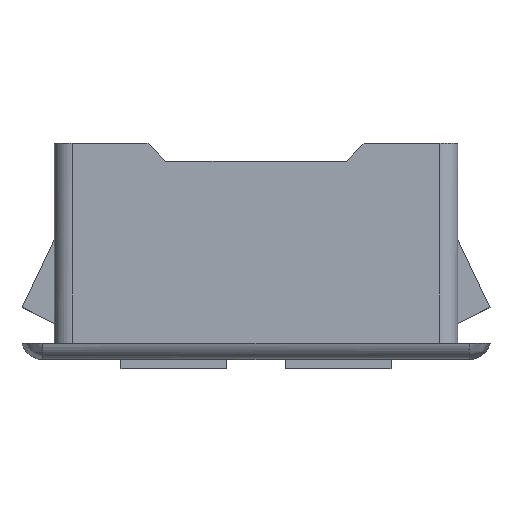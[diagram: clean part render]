
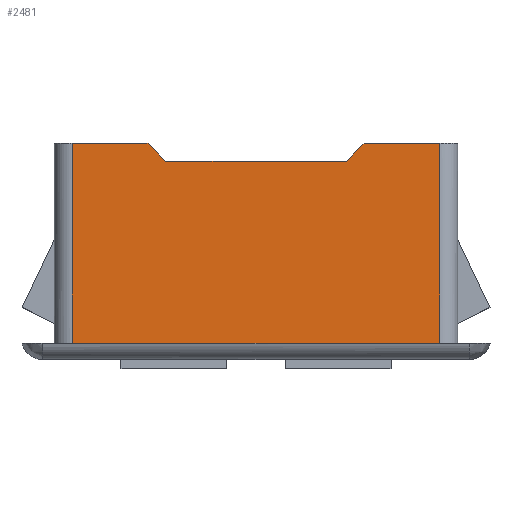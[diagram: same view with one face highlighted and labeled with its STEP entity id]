
A CAD part, top view. The second image highlights one B-rep face of the part: STEP entity #2481.
In plain terms, the highlighted free-form (B-spline) face has degree [1, 1] with [2, 2] control points.
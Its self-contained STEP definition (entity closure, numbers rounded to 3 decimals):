
#1417=CARTESIAN_POINT('',(-10.2,-11.1,4.1));
#1418=VERTEX_POINT('',#1417);
#1434=CARTESIAN_POINT('',(-10.2,0.0,4.1));
#1435=VERTEX_POINT('',#1434);
#1436=CARTESIAN_POINT('',(-10.2,0.0,4.1));
#1437=CARTESIAN_POINT('',(-10.2,-11.1,4.1));
#1438=QUASI_UNIFORM_CURVE('',1,(#1436,#1437),.UNSPECIFIED.,.F.,.U.);
#1439=EDGE_CURVE('',#1435,#1418,#1438,.T.);
#1478=CARTESIAN_POINT('',(10.2,0.0,4.1));
#1479=VERTEX_POINT('',#1478);
#1495=CARTESIAN_POINT('',(10.2,-11.1,4.1));
#1496=VERTEX_POINT('',#1495);
#1497=CARTESIAN_POINT('',(10.2,-11.1,4.1));
#1498=CARTESIAN_POINT('',(10.2,0.0,4.1));
#1499=QUASI_UNIFORM_CURVE('',1,(#1497,#1498),.UNSPECIFIED.,.F.,.U.);
#1500=EDGE_CURVE('',#1496,#1479,#1499,.T.);
#2434=CARTESIAN_POINT('',(-11.219,-11.654,4.1));
#2435=CARTESIAN_POINT('',(11.219,-11.654,4.1));
#2436=CARTESIAN_POINT('',(-11.219,0.554,4.1));
#2437=CARTESIAN_POINT('',(11.219,0.554,4.1));
#2438=B_SPLINE_SURFACE_WITH_KNOTS('',1,1,((#2434,#2436),(#2435,#2437)),.UNSPECIFIED.,.F.,.F.,.U.,(2,2),(2,2),(0.0,22.438),(0.0,12.209),.UNSPECIFIED.);
#2439=CARTESIAN_POINT('',(10.2,-11.1,4.1));
#2440=CARTESIAN_POINT('',(-10.2,-11.1,4.1));
#2441=QUASI_UNIFORM_CURVE('',1,(#2439,#2440),.UNSPECIFIED.,.F.,.U.);
#2442=EDGE_CURVE('',#1496,#1418,#2441,.T.);
#2443=ORIENTED_EDGE('',*,*,#2442,.F.);
#2444=ORIENTED_EDGE('',*,*,#1500,.T.);
#2445=CARTESIAN_POINT('',(6.0,0.0,4.1));
#2446=VERTEX_POINT('',#2445);
#2447=CARTESIAN_POINT('',(6.0,0.0,4.1));
#2448=CARTESIAN_POINT('',(10.2,0.0,4.1));
#2449=QUASI_UNIFORM_CURVE('',1,(#2447,#2448),.UNSPECIFIED.,.F.,.U.);
#2450=EDGE_CURVE('',#2446,#1479,#2449,.T.);
#2451=ORIENTED_EDGE('',*,*,#2450,.F.);
#2452=CARTESIAN_POINT('',(5.0,-1.0,4.1));
#2453=VERTEX_POINT('',#2452);
#2454=CARTESIAN_POINT('',(5.0,-1.0,4.1));
#2455=CARTESIAN_POINT('',(6.0,0.0,4.1));
#2456=QUASI_UNIFORM_CURVE('',1,(#2454,#2455),.UNSPECIFIED.,.F.,.U.);
#2457=EDGE_CURVE('',#2453,#2446,#2456,.T.);
#2458=ORIENTED_EDGE('',*,*,#2457,.F.);
#2459=CARTESIAN_POINT('',(-5.,-1.0,4.1));
#2460=VERTEX_POINT('',#2459);
#2461=CARTESIAN_POINT('',(-5.,-1.0,4.1));
#2462=CARTESIAN_POINT('',(5.0,-1.0,4.1));
#2463=QUASI_UNIFORM_CURVE('',1,(#2461,#2462),.UNSPECIFIED.,.F.,.U.);
#2464=EDGE_CURVE('',#2460,#2453,#2463,.T.);
#2465=ORIENTED_EDGE('',*,*,#2464,.F.);
#2466=CARTESIAN_POINT('',(-6.0,0.0,4.1));
#2467=VERTEX_POINT('',#2466);
#2468=CARTESIAN_POINT('',(-6.0,0.0,4.1));
#2469=CARTESIAN_POINT('',(-5.,-1.0,4.1));
#2470=QUASI_UNIFORM_CURVE('',1,(#2468,#2469),.UNSPECIFIED.,.F.,.U.);
#2471=EDGE_CURVE('',#2467,#2460,#2470,.T.);
#2472=ORIENTED_EDGE('',*,*,#2471,.F.);
#2473=CARTESIAN_POINT('',(-10.2,0.0,4.1));
#2474=CARTESIAN_POINT('',(-6.0,0.0,4.1));
#2475=QUASI_UNIFORM_CURVE('',1,(#2473,#2474),.UNSPECIFIED.,.F.,.U.);
#2476=EDGE_CURVE('',#1435,#2467,#2475,.T.);
#2477=ORIENTED_EDGE('',*,*,#2476,.F.);
#2478=ORIENTED_EDGE('',*,*,#1439,.T.);
#2479=EDGE_LOOP('',(#2443,#2444,#2451,#2458,#2465,#2472,#2477,#2478));
#2480=FACE_OUTER_BOUND('',#2479,.T.);
#2481=ADVANCED_FACE('',(#2480),#2438,.T.);
